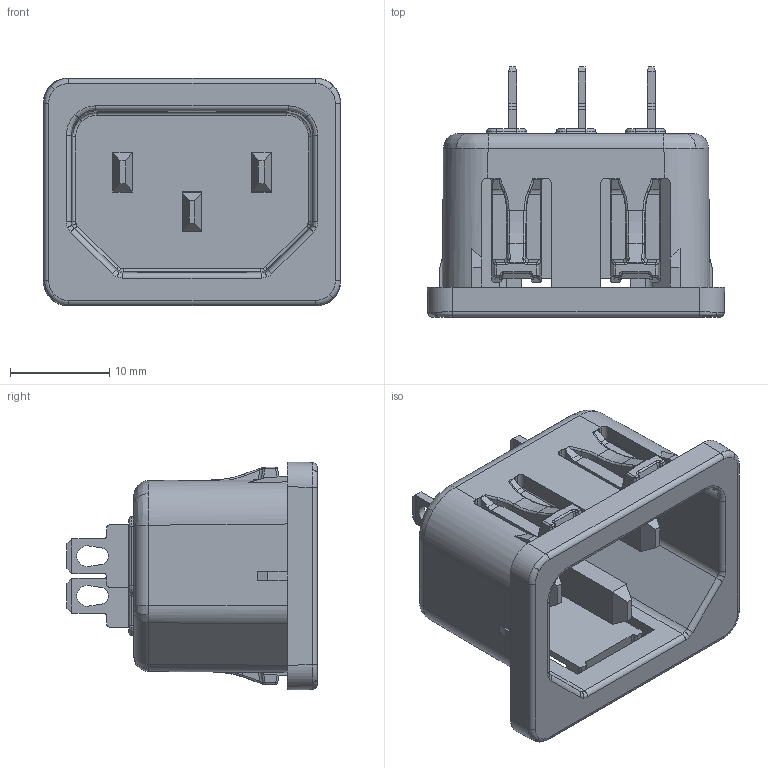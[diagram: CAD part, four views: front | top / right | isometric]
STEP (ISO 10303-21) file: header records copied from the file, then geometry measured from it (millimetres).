
FILE_DESCRIPTION (( 'STEP AP214' ), '1' );
FILE_NAME ('6100-4111-XX0-00-3.STEP', '2023-04-13T11:29:02', ( '' ), ( '' ), 'SwSTEP 2.0', 'SolidWorks 2020', '' );
FILE_SCHEMA (( 'AUTOMOTIVE_DESIGN' ));
Length unit declared in the file: millimetre
Products named in the file (1): 6100-4111-XX0-00-3
Bounding box: 30 x 25.25 x 23 mm (x, y, z)
Volume: 3583.6 mm3; surface area: 4847.7 mm2
Topology: 1 solids, 1 shells, 535 faces, 1369 edges, 834 vertices
Faces by surface type: plane 203, cylinder 190, bspline 112, torus 24, sphere 4, cone 2
Entity records: 17552 total; most frequent: CARTESIAN_POINT 5724, ORIENTED_EDGE 2718, DIRECTION 2177, EDGE_CURVE 1359, VERTEX_POINT 834, AXIS2_PLACEMENT_3D 728, VECTOR 721, LINE 721
